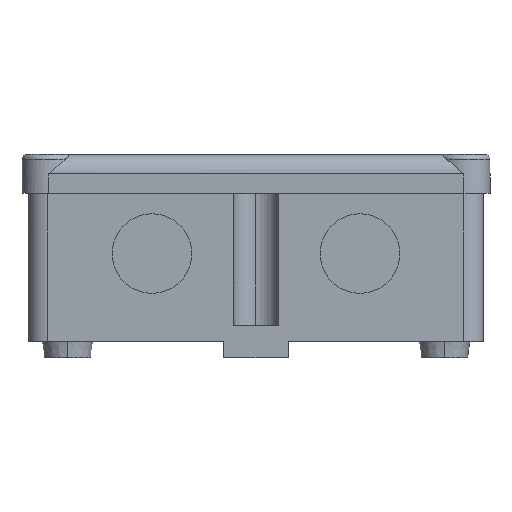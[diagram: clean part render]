
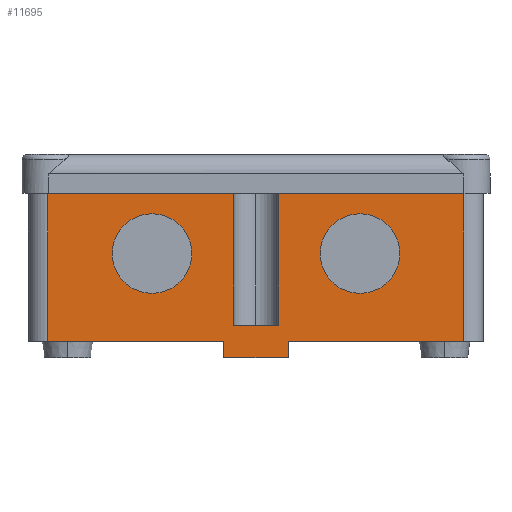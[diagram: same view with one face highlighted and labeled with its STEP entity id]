
A CAD part, left-side view. The second image highlights one B-rep face of the part: STEP entity #11695.
In plain terms, the highlighted planar face has unit normal (-1, 0, 0).
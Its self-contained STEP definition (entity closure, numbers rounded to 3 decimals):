
#987 = VERTEX_POINT ( 'NONE', #11485 ) ;
#1102 = EDGE_CURVE ( 'NONE', #11577, #2784, #35705, .T. ) ;
#1281 = DIRECTION ( 'NONE',  ( 0., 1., 0. ) ) ;
#1358 = AXIS2_PLACEMENT_3D ( 'NONE', #35073, #35035, #34987 ) ;
#1439 = DIRECTION ( 'NONE',  ( 0., 0., 1. ) ) ;
#1600 = VECTOR ( 'NONE', #9360, 1000. ) ;
#2045 = CARTESIAN_POINT ( 'NONE',  ( -96., 64., 50.5 ) ) ;
#2207 = CARTESIAN_POINT ( 'NONE',  ( -96., 13., -3.5 ) ) ;
#2369 = LINE ( 'NONE', #23762, #30001 ) ;
#2652 = ORIENTED_EDGE ( 'NONE', *, *, #4003, .T. ) ;
#2784 = VERTEX_POINT ( 'NONE', #22343 ) ;
#3175 = CARTESIAN_POINT ( 'NONE',  ( -96., -5.432, -8.5 ) ) ;
#4003 = EDGE_CURVE ( 'NONE', #987, #29612, #24530, .T. ) ;
#4151 = AXIS2_PLACEMENT_3D ( 'NONE', #14306, #34797, #17289 ) ;
#4349 = DIRECTION ( 'NONE',  ( 1., 0., 0. ) ) ;
#4915 = VERTEX_POINT ( 'NONE', #35114 ) ;
#5446 = CARTESIAN_POINT ( 'NONE',  ( -96., -64., 30.007 ) ) ;
#5535 = VERTEX_POINT ( 'NONE', #35077 ) ;
#5977 = CARTESIAN_POINT ( 'NONE',  ( -96., -32., 11.25 ) ) ;
#6167 = DIRECTION ( 'NONE',  ( 0., 1., 0. ) ) ;
#6430 = ORIENTED_EDGE ( 'NONE', *, *, #27848, .T. ) ;
#7156 = VECTOR ( 'NONE', #18000, 1000. ) ;
#7770 = VERTEX_POINT ( 'NONE', #5977 ) ;
#7775 = DIRECTION ( 'NONE',  ( 0., 0., -1. ) ) ;
#7864 = EDGE_CURVE ( 'NONE', #13203, #5535, #35920, .T. ) ;
#8151 = VECTOR ( 'NONE', #25246, 1000. ) ;
#9298 = ORIENTED_EDGE ( 'NONE', *, *, #1102, .T. ) ;
#9360 = DIRECTION ( 'NONE',  ( 0., -1., 0. ) ) ;
#10353 = ORIENTED_EDGE ( 'NONE', *, *, #20843, .T. ) ;
#10534 = VECTOR ( 'NONE', #31026, 1000. ) ;
#10883 = AXIS2_PLACEMENT_3D ( 'NONE', #21999, #4349, #24958 ) ;
#11092 = EDGE_CURVE ( 'NONE', #30021, #7770, #34618, .T. ) ;
#11198 = AXIS2_PLACEMENT_3D ( 'NONE', #35531, #35281, #35025 ) ;
#11485 = CARTESIAN_POINT ( 'NONE',  ( -96., -10., -8.5 ) ) ;
#11523 = VERTEX_POINT ( 'NONE', #24608 ) ;
#11577 = VERTEX_POINT ( 'NONE', #21621 ) ;
#11600 = CARTESIAN_POINT ( 'NONE',  ( -96., -5.432, 1.5 ) ) ;
#11617 = FACE_OUTER_BOUND ( 'NONE', #19886, .T. ) ;
#11695 = ADVANCED_FACE ( 'NONE', ( #32146, #11617, #24707 ), #18717, .T. ) ;
#11924 = VERTEX_POINT ( 'NONE', #12049 ) ;
#12049 = CARTESIAN_POINT ( 'NONE',  ( -96., -7., 1.5 ) ) ;
#12695 = ORIENTED_EDGE ( 'NONE', *, *, #27180, .F. ) ;
#12938 = ORIENTED_EDGE ( 'NONE', *, *, #30099, .T. ) ;
#13203 = VERTEX_POINT ( 'NONE', #34818 ) ;
#13516 = VECTOR ( 'NONE', #1281, 1000. ) ;
#13804 = ORIENTED_EDGE ( 'NONE', *, *, #27960, .T. ) ;
#14306 = CARTESIAN_POINT ( 'NONE',  ( -96., -32., 23.5 ) ) ;
#14979 = CARTESIAN_POINT ( 'NONE',  ( -96., 7., 30.007 ) ) ;
#15414 = ORIENTED_EDGE ( 'NONE', *, *, #7864, .T. ) ;
#16324 = CARTESIAN_POINT ( 'NONE',  ( -96., -5.432, 50.5 ) ) ;
#16375 = EDGE_CURVE ( 'NONE', #27970, #21846, #17890, .T. ) ;
#17289 = DIRECTION ( 'NONE',  ( 0., 0., 1. ) ) ;
#17890 = LINE ( 'NONE', #25341, #8151 ) ;
#18000 = DIRECTION ( 'NONE',  ( 0., 0., 1. ) ) ;
#18216 = VERTEX_POINT ( 'NONE', #18500 ) ;
#18241 = DIRECTION ( 'NONE',  ( 0., 0., -1. ) ) ;
#18243 = DIRECTION ( 'NONE',  ( 0., 0., 1. ) ) ;
#18252 = DIRECTION ( 'NONE',  ( -1., 0., 0. ) ) ;
#18323 = CARTESIAN_POINT ( 'NONE',  ( -96., -5.432, 30.007 ) ) ;
#18432 = EDGE_CURVE ( 'NONE', #2784, #11577, #37622, .T. ) ;
#18500 = CARTESIAN_POINT ( 'NONE',  ( -96., -7., 50.5 ) ) ;
#18584 = ORIENTED_EDGE ( 'NONE', *, *, #16375, .F. ) ;
#18701 = EDGE_CURVE ( 'NONE', #11523, #21846, #2369, .T. ) ;
#18717 = PLANE ( 'NONE',  #25976 ) ;
#19886 = EDGE_LOOP ( 'NONE', ( #12938, #2652, #28311, #15414, #10353, #27659, #6430, #29532, #33868, #18584, #12695, #13804 ) ) ;
#20241 = LINE ( 'NONE', #22438, #27186 ) ;
#20351 = DIRECTION ( 'NONE',  ( 0., 0., 1. ) ) ;
#20476 = VECTOR ( 'NONE', #20351, 1000. ) ;
#20603 = CARTESIAN_POINT ( 'NONE',  ( -96., -10., 30.007 ) ) ;
#20843 = EDGE_CURVE ( 'NONE', #5535, #18216, #25234, .T. ) ;
#20960 = ORIENTED_EDGE ( 'NONE', *, *, #11092, .T. ) ;
#21621 = CARTESIAN_POINT ( 'NONE',  ( -96., 32., 11.25 ) ) ;
#21728 = ORIENTED_EDGE ( 'NONE', *, *, #18432, .T. ) ;
#21846 = VERTEX_POINT ( 'NONE', #2045 ) ;
#21891 = VECTOR ( 'NONE', #1439, 1000. ) ;
#21999 = CARTESIAN_POINT ( 'NONE',  ( -96., 32., 23.5 ) ) ;
#22226 = ORIENTED_EDGE ( 'NONE', *, *, #36117, .T. ) ;
#22343 = CARTESIAN_POINT ( 'NONE',  ( -96., 32., 35.75 ) ) ;
#22438 = CARTESIAN_POINT ( 'NONE',  ( -96., -7., 30.007 ) ) ;
#23762 = CARTESIAN_POINT ( 'NONE',  ( -96., -5.432, 50.5 ) ) ;
#24050 = CARTESIAN_POINT ( 'NONE',  ( -96., 64., -3.5 ) ) ;
#24477 = VECTOR ( 'NONE', #18241, 1000. ) ;
#24530 = LINE ( 'NONE', #20603, #20476 ) ;
#24608 = CARTESIAN_POINT ( 'NONE',  ( -96., 7., 50.5 ) ) ;
#24700 = LINE ( 'NONE', #14979, #7156 ) ;
#24707 = FACE_BOUND ( 'NONE', #34480, .T. ) ;
#24711 = VERTEX_POINT ( 'NONE', #33549 ) ;
#24926 = LINE ( 'NONE', #35746, #24477 ) ;
#24958 = DIRECTION ( 'NONE',  ( 0., 0., 1. ) ) ;
#25234 = LINE ( 'NONE', #16324, #10534 ) ;
#25246 = DIRECTION ( 'NONE',  ( 0., 0., 1. ) ) ;
#25341 = CARTESIAN_POINT ( 'NONE',  ( -96., 64., 0. ) ) ;
#25976 = AXIS2_PLACEMENT_3D ( 'NONE', #18323, #18252, #18243 ) ;
#26577 = CARTESIAN_POINT ( 'NONE',  ( -96., -10., -3.5 ) ) ;
#26937 = LINE ( 'NONE', #2207, #32744 ) ;
#27180 = EDGE_CURVE ( 'NONE', #24711, #27970, #37487, .T. ) ;
#27186 = VECTOR ( 'NONE', #7775, 1000. ) ;
#27291 = EDGE_CURVE ( 'NONE', #18216, #11924, #20241, .T. ) ;
#27659 = ORIENTED_EDGE ( 'NONE', *, *, #27291, .T. ) ;
#27848 = EDGE_CURVE ( 'NONE', #11924, #32208, #32966, .T. ) ;
#27960 = EDGE_CURVE ( 'NONE', #24711, #4915, #24926, .T. ) ;
#27970 = VERTEX_POINT ( 'NONE', #24050 ) ;
#28311 = ORIENTED_EDGE ( 'NONE', *, *, #35504, .F. ) ;
#29228 = CIRCLE ( 'NONE', #4151, 12.25 ) ;
#29532 = ORIENTED_EDGE ( 'NONE', *, *, #37748, .T. ) ;
#29612 = VERTEX_POINT ( 'NONE', #26577 ) ;
#30001 = VECTOR ( 'NONE', #6167, 1000. ) ;
#30021 = VERTEX_POINT ( 'NONE', #31977 ) ;
#30099 = EDGE_CURVE ( 'NONE', #4915, #987, #37769, .T. ) ;
#31026 = DIRECTION ( 'NONE',  ( 0., 1., 0. ) ) ;
#31154 = CARTESIAN_POINT ( 'NONE',  ( -96., 7., 1.5 ) ) ;
#31977 = CARTESIAN_POINT ( 'NONE',  ( -96., -32., 35.75 ) ) ;
#32137 = DIRECTION ( 'NONE',  ( 0., 1., 0. ) ) ;
#32146 = FACE_BOUND ( 'NONE', #36934, .T. ) ;
#32208 = VERTEX_POINT ( 'NONE', #31154 ) ;
#32744 = VECTOR ( 'NONE', #37668, 1000. ) ;
#32966 = LINE ( 'NONE', #11600, #33201 ) ;
#33201 = VECTOR ( 'NONE', #32137, 1000. ) ;
#33549 = CARTESIAN_POINT ( 'NONE',  ( -96., 10., -3.5 ) ) ;
#33868 = ORIENTED_EDGE ( 'NONE', *, *, #18701, .T. ) ;
#34480 = EDGE_LOOP ( 'NONE', ( #20960, #22226 ) ) ;
#34618 = CIRCLE ( 'NONE', #1358, 12.25 ) ;
#34797 = DIRECTION ( 'NONE',  ( 1., 0., 0. ) ) ;
#34818 = CARTESIAN_POINT ( 'NONE',  ( -96., -64., -3.5 ) ) ;
#34987 = DIRECTION ( 'NONE',  ( 0., 0., 1. ) ) ;
#35025 = DIRECTION ( 'NONE',  ( 0., 0., 1. ) ) ;
#35035 = DIRECTION ( 'NONE',  ( 1., 0., 0. ) ) ;
#35073 = CARTESIAN_POINT ( 'NONE',  ( -96., -32., 23.5 ) ) ;
#35077 = CARTESIAN_POINT ( 'NONE',  ( -96., -64., 50.5 ) ) ;
#35114 = CARTESIAN_POINT ( 'NONE',  ( -96., 10., -8.5 ) ) ;
#35281 = DIRECTION ( 'NONE',  ( 1., 0., 0. ) ) ;
#35504 = EDGE_CURVE ( 'NONE', #13203, #29612, #26937, .T. ) ;
#35531 = CARTESIAN_POINT ( 'NONE',  ( -96., 32., 23.5 ) ) ;
#35705 = CIRCLE ( 'NONE', #11198, 12.25 ) ;
#35746 = CARTESIAN_POINT ( 'NONE',  ( -96., 10., 30.007 ) ) ;
#35813 = CARTESIAN_POINT ( 'NONE',  ( -96., 13., -3.5 ) ) ;
#35920 = LINE ( 'NONE', #5446, #21891 ) ;
#36117 = EDGE_CURVE ( 'NONE', #7770, #30021, #29228, .T. ) ;
#36934 = EDGE_LOOP ( 'NONE', ( #21728, #9298 ) ) ;
#37487 = LINE ( 'NONE', #35813, #13516 ) ;
#37622 = CIRCLE ( 'NONE', #10883, 12.25 ) ;
#37668 = DIRECTION ( 'NONE',  ( 0., 1., 0. ) ) ;
#37748 = EDGE_CURVE ( 'NONE', #32208, #11523, #24700, .T. ) ;
#37769 = LINE ( 'NONE', #3175, #1600 ) ;
